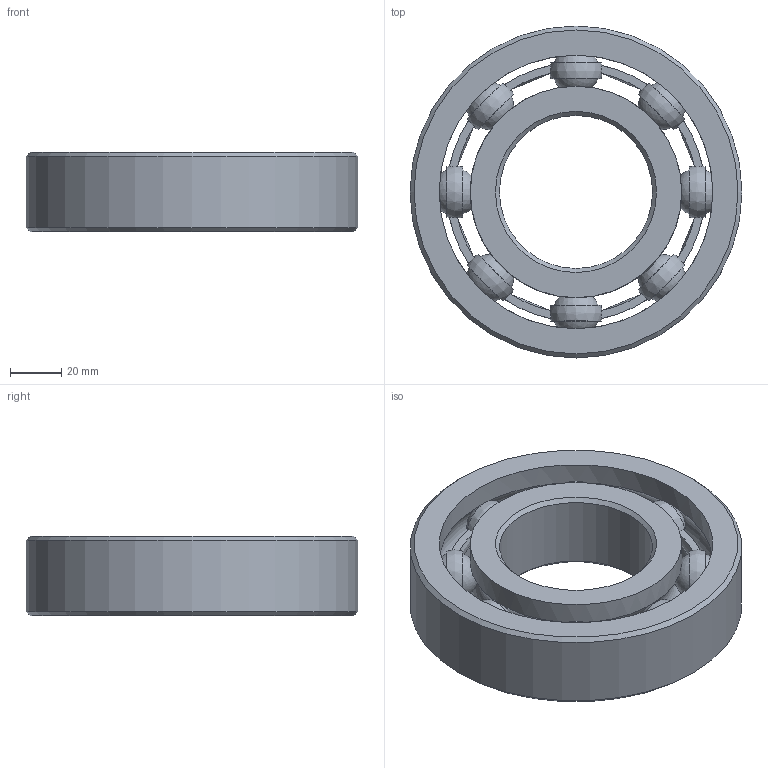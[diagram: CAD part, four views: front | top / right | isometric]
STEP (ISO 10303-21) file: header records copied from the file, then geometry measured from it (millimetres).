
FILE_DESCRIPTION(/* description */ ('STEP AP203'),/* implementation_level */ '2;1');
FILE_NAME(/* name */ 'wheel_2349K724_ext.stp',/* time_stamp */ '2022-12-09T17:48:30+01:00',/* author */ ('Rik Ubaghs'),/* organization */ ('Managed by Terraform'),/* preprocessor_version */ 'ST-DEVELOPER v18.1',/* originating_system */ 'Autodesk Inventor 2021',/* authorisation */ '');
FILE_SCHEMA (('AUTOMOTIVE_DESIGN { 1 0 10303 214 3 1 1 }'));
Length unit declared in the file: millimetre
Products named in the file (1): wheel_2349K724_ext
Bounding box: 130 x 130 x 31 mm (x, y, z)
Volume: 223725.1 mm3; surface area: 62678.6 mm2
Topology: 3 solids, 3 shells, 88 faces, 188 edges, 136 vertices
Faces by surface type: plane 36, cylinder 22, sphere 16, bspline 8, cone 4, torus 2
Full cylindrical faces by diameter (mm): 60 x1, 82.815 x2, 107.185 x2, 130 x1
Entity records: 3973 total; most frequent: CARTESIAN_POINT 2013, DIRECTION 400, ORIENTED_EDGE 376, AXIS2_PLACEMENT_3D 195, EDGE_CURVE 188, VERTEX_POINT 136, EDGE_LOOP 124, CIRCLE 114
